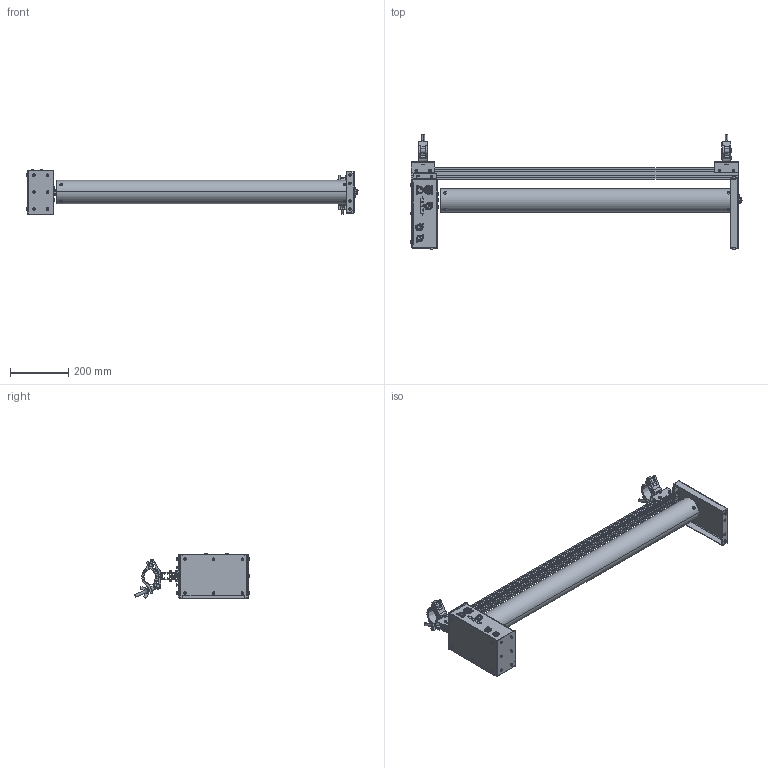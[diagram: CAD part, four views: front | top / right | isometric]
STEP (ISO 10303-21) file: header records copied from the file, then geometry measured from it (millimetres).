
FILE_DESCRIPTION (( 'STEP AP214' ), '1' );
FILE_NAME ('289.001.002_Main_Assembly_1m.STEP', '2019-04-11T08:33:46', ( '' ), ( '' ), 'SwSTEP 2.0', 'SolidWorks 2018', '' );
FILE_SCHEMA (( 'AUTOMOTIVE_DESIGN' ));
Length unit declared in the file: millimetre
Products named in the file (1): 289.001.002_Main_Assembly_1m
Bounding box: 1136.8 x 393.6 x 152.93 mm (x, y, z)
Surface area: 1103364.2 mm2 (no closed solid volume)
Topology: 0 solids, 198 shells, 1288 faces, 4587 edges, 3388 vertices
Faces by surface type: plane 659, cylinder 383, torus 106, cone 69, bspline 62, sphere 9
Entity records: 68696 total; most frequent: CARTESIAN_POINT 15885, DIRECTION 8095, ORIENTED_EDGE 6785, EDGE_CURVE 4565, VERTEX_POINT 3388, AXIS2_PLACEMENT_3D 2728, LINE 2639, VECTOR 2639
